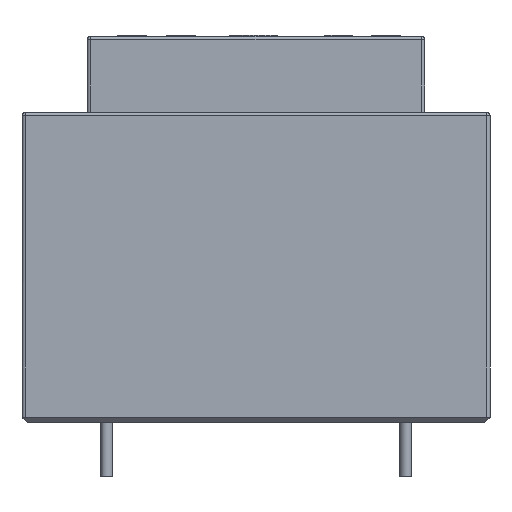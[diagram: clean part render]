
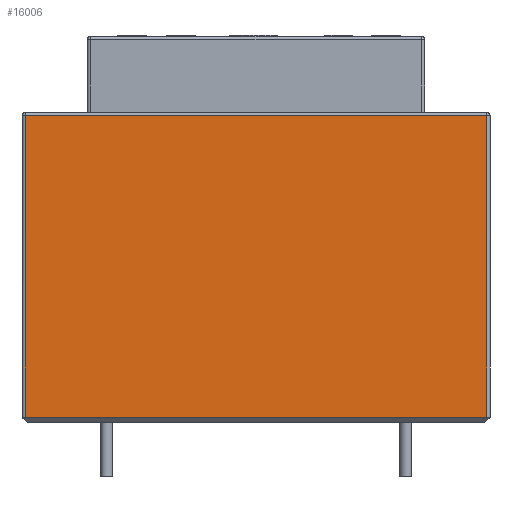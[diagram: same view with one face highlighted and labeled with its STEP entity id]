
A CAD part, front view. The second image highlights one B-rep face of the part: STEP entity #16006.
In plain terms, the highlighted planar face has unit normal (0, -1, 0).
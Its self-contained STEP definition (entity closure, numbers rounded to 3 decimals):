
#727=PLANE('',#16581);
#1592=FACE_OUTER_BOUND('',#2541,.T.);
#2541=EDGE_LOOP('',(#14728,#14729,#14730,#14731));
#4029=LINE('',#28479,#5557);
#4036=LINE('',#28497,#5564);
#4039=LINE('',#28512,#5567);
#4050=LINE('',#28551,#5578);
#5557=VECTOR('',#19017,10.);
#5564=VECTOR('',#19034,10.);
#5567=VECTOR('',#19051,10.);
#5578=VECTOR('',#19098,10.);
#7813=VERTEX_POINT('',#28467);
#7818=VERTEX_POINT('',#28478);
#7824=VERTEX_POINT('',#28496);
#7829=VERTEX_POINT('',#28508);
#10082=EDGE_CURVE('',#7813,#7818,#4029,.T.);
#10091=EDGE_CURVE('',#7818,#7824,#4036,.T.);
#10098=EDGE_CURVE('',#7824,#7829,#4039,.T.);
#10119=EDGE_CURVE('',#7829,#7813,#4050,.T.);
#14728=ORIENTED_EDGE('',*,*,#10082,.F.);
#14729=ORIENTED_EDGE('',*,*,#10119,.F.);
#14730=ORIENTED_EDGE('',*,*,#10098,.F.);
#14731=ORIENTED_EDGE('',*,*,#10091,.F.);
#16006=ADVANCED_FACE('',(#1592),#727,.T.);
#16581=AXIS2_PLACEMENT_3D('',#28636,#19185,#19186);
#19017=DIRECTION('',(0.,0.,-1.));
#19034=DIRECTION('',(-1.,0.,0.));
#19051=DIRECTION('',(0.,0.,1.));
#19098=DIRECTION('',(1.,0.,0.));
#19185=DIRECTION('center_axis',(0.,-1.,0.));
#19186=DIRECTION('ref_axis',(1.,0.,0.));
#28467=CARTESIAN_POINT('',(21.2,-25.5,28.2));
#28478=CARTESIAN_POINT('',(21.2,-25.5,0.5));
#28479=CARTESIAN_POINT('',(21.2,-25.5,0.));
#28496=CARTESIAN_POINT('',(-21.2,-25.5,0.5));
#28497=CARTESIAN_POINT('',(-10.75,-25.5,0.5));
#28508=CARTESIAN_POINT('',(-21.2,-25.5,28.2));
#28512=CARTESIAN_POINT('',(-21.2,-25.5,0.));
#28551=CARTESIAN_POINT('',(-10.75,-25.5,28.2));
#28636=CARTESIAN_POINT('Origin',(-21.5,-25.5,0.));
